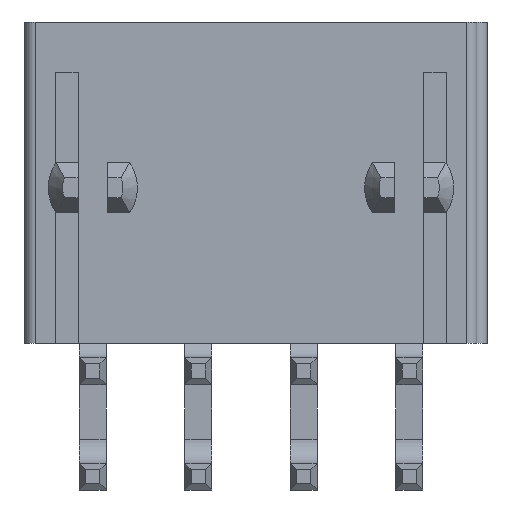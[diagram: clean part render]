
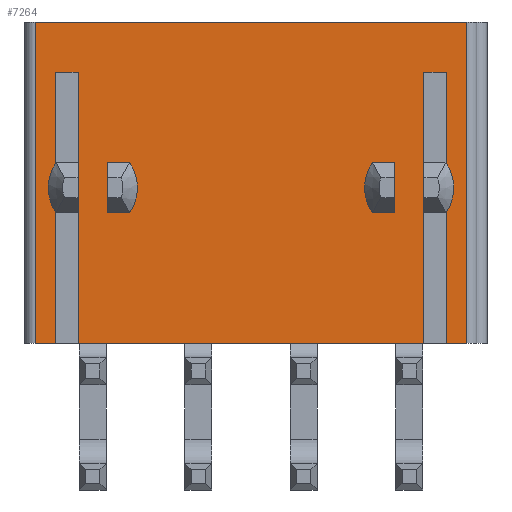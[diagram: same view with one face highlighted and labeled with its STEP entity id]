
A CAD part, front view. The second image highlights one B-rep face of the part: STEP entity #7264.
In plain terms, the highlighted planar face has unit normal (0, -1, 0).
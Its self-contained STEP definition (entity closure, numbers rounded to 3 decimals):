
#209=DIRECTION('',(1.,0.,0.));
#210=VECTOR('',#209,17.2);
#211=CARTESIAN_POINT('',(-8.6,-4.8,0.));
#212=LINE('',#211,#210);
#578=DIRECTION('',(1.,0.,0.));
#579=VECTOR('',#578,0.825);
#580=CARTESIAN_POINT('',(-8.6,-4.8,-12.8));
#581=LINE('',#580,#579);
#586=DIRECTION('',(1.,0.,0.));
#587=VECTOR('',#586,13.77);
#588=CARTESIAN_POINT('',(-6.885,-4.8,-12.8));
#589=LINE('',#588,#587);
#594=DIRECTION('',(1.,0.,0.));
#595=VECTOR('',#594,0.825);
#596=CARTESIAN_POINT('',(7.775,-4.8,-12.8));
#597=LINE('',#596,#595);
#2274=DIRECTION('',(0.,0.,-1.));
#2275=VECTOR('',#2274,12.8);
#2276=CARTESIAN_POINT('',(8.6,-4.8,0.));
#2277=LINE('',#2276,#2275);
#2278=DIRECTION('',(1.,0.,0.));
#2279=VECTOR('',#2278,0.499);
#2280=CARTESIAN_POINT('',(5.216,-4.8,-7.6));
#2281=LINE('',#2280,#2279);
#2282=DIRECTION('',(0.,0.,1.));
#2283=VECTOR('',#2282,2.);
#2284=CARTESIAN_POINT('',(5.715,-4.8,-7.6));
#2285=LINE('',#2284,#2283);
#2286=DIRECTION('',(-1.,0.,0.));
#2287=VECTOR('',#2286,0.499);
#2288=CARTESIAN_POINT('',(5.715,-4.8,-5.6));
#2289=LINE('',#2288,#2287);
#2290=DIRECTION('',(1.,0.,0.));
#2291=VECTOR('',#2290,0.499);
#2292=CARTESIAN_POINT('',(-5.715,-4.8,-5.6));
#2293=LINE('',#2292,#2291);
#2294=DIRECTION('',(0.,0.,1.));
#2295=VECTOR('',#2294,2.);
#2296=CARTESIAN_POINT('',(-5.715,-4.8,-7.6));
#2297=LINE('',#2296,#2295);
#2298=DIRECTION('',(-1.,0.,0.));
#2299=VECTOR('',#2298,0.499);
#2300=CARTESIAN_POINT('',(-5.216,-4.8,-7.6));
#2301=LINE('',#2300,#2299);
#2302=DIRECTION('',(-1.,0.,0.));
#2303=VECTOR('',#2302,0.89);
#2304=CARTESIAN_POINT('',(-6.885,-4.8,-2.));
#2305=LINE('',#2304,#2303);
#2306=DIRECTION('',(0.,0.,1.));
#2307=VECTOR('',#2306,10.8);
#2308=CARTESIAN_POINT('',(-7.775,-4.8,-12.8));
#2309=LINE('',#2308,#2307);
#2310=DIRECTION('',(0.,0.,-1.));
#2311=VECTOR('',#2310,12.8);
#2312=CARTESIAN_POINT('',(-8.6,-4.8,0.));
#2313=LINE('',#2312,#2311);
#2314=DIRECTION('',(0.,0.,1.));
#2315=VECTOR('',#2314,10.8);
#2316=CARTESIAN_POINT('',(7.775,-4.8,-12.8));
#2317=LINE('',#2316,#2315);
#2318=DIRECTION('',(-1.,0.,0.));
#2319=VECTOR('',#2318,0.89);
#2320=CARTESIAN_POINT('',(7.775,-4.8,-2.));
#2321=LINE('',#2320,#2319);
#2322=CARTESIAN_POINT('',(6.3,-4.8,-6.6));
#2323=DIRECTION('',(0.,1.,0.));
#2324=DIRECTION('',(-0.735,0.,-0.678));
#2325=AXIS2_PLACEMENT_3D('',#2322,#2323,#2324);
#2423=DIRECTION('',(0.,0.,1.));
#2424=VECTOR('',#2423,10.8);
#2425=CARTESIAN_POINT('',(6.885,-4.8,-12.8));
#2426=LINE('',#2425,#2424);
#2487=DIRECTION('',(0.,0.,-1.));
#2488=VECTOR('',#2487,10.8);
#2489=CARTESIAN_POINT('',(-6.885,-4.8,-2.));
#2490=LINE('',#2489,#2488);
#2528=CARTESIAN_POINT('',(-6.3,-4.8,-6.6));
#2529=DIRECTION('',(0.,1.,0.));
#2530=DIRECTION('',(0.735,0.,0.678));
#2531=AXIS2_PLACEMENT_3D('',#2528,#2529,#2530);
#2887=CARTESIAN_POINT('',(-8.6,-4.8,0.));
#2888=VERTEX_POINT('',#2887);
#2889=CARTESIAN_POINT('',(8.6,-4.8,0.));
#2890=VERTEX_POINT('',#2889);
#2903=CARTESIAN_POINT('',(-8.6,-4.8,-12.8));
#2904=VERTEX_POINT('',#2903);
#2905=CARTESIAN_POINT('',(8.6,-4.8,-12.8));
#2907=VERTEX_POINT('',#2905);
#3513=CARTESIAN_POINT('',(-6.885,-4.8,-2.));
#3514=CARTESIAN_POINT('',(-7.775,-4.8,-2.));
#3515=VERTEX_POINT('',#3513);
#3516=VERTEX_POINT('',#3514);
#3517=CARTESIAN_POINT('',(-7.775,-4.8,-12.8));
#3518=VERTEX_POINT('',#3517);
#3519=CARTESIAN_POINT('',(-6.885,-4.8,-12.8));
#3520=CARTESIAN_POINT('',(6.885,-4.8,-12.8));
#3521=VERTEX_POINT('',#3519);
#3522=VERTEX_POINT('',#3520);
#3523=CARTESIAN_POINT('',(7.775,-4.8,-12.8));
#3524=VERTEX_POINT('',#3523);
#3533=CARTESIAN_POINT('',(-5.715,-4.8,-7.6));
#3534=CARTESIAN_POINT('',(-5.715,-4.8,-5.6));
#3535=VERTEX_POINT('',#3533);
#3536=VERTEX_POINT('',#3534);
#3537=CARTESIAN_POINT('',(-5.216,-4.8,-7.6));
#3539=VERTEX_POINT('',#3537);
#3555=CARTESIAN_POINT('',(-5.216,-4.8,-5.6));
#3556=VERTEX_POINT('',#3555);
#3681=CARTESIAN_POINT('',(5.715,-4.8,-7.6));
#3682=CARTESIAN_POINT('',(5.715,-4.8,-5.6));
#3683=VERTEX_POINT('',#3681);
#3684=VERTEX_POINT('',#3682);
#3685=CARTESIAN_POINT('',(5.216,-4.8,-7.6));
#3686=VERTEX_POINT('',#3685);
#3687=CARTESIAN_POINT('',(5.216,-4.8,-5.6));
#3688=VERTEX_POINT('',#3687);
#3739=CARTESIAN_POINT('',(7.775,-4.8,-2.));
#3740=VERTEX_POINT('',#3739);
#3741=CARTESIAN_POINT('',(6.885,-4.8,-2.));
#3742=VERTEX_POINT('',#3741);
#7218=CARTESIAN_POINT('',(-8.6,-4.8,0.));
#7219=DIRECTION('',(0.,-1.,0.));
#7220=DIRECTION('',(1.,0.,0.));
#7221=AXIS2_PLACEMENT_3D('',#7218,#7219,#7220);
#7222=PLANE('',#7221);
#7224=ORIENTED_EDGE('',*,*,#7223,.F.);
#7226=ORIENTED_EDGE('',*,*,#7225,.T.);
#7228=ORIENTED_EDGE('',*,*,#7227,.F.);
#7229=ORIENTED_EDGE('',*,*,#4158,.F.);
#7231=ORIENTED_EDGE('',*,*,#7230,.F.);
#7232=ORIENTED_EDGE('',*,*,#3778,.T.);
#7233=ORIENTED_EDGE('',*,*,#7213,.T.);
#7234=ORIENTED_EDGE('',*,*,#4174,.F.);
#7236=ORIENTED_EDGE('',*,*,#7235,.T.);
#7238=ORIENTED_EDGE('',*,*,#7237,.T.);
#7240=ORIENTED_EDGE('',*,*,#7239,.F.);
#7241=ORIENTED_EDGE('',*,*,#4166,.F.);
#7242=EDGE_LOOP('',(#7224,#7226,#7228,#7229,#7231,#7232,#7233,#7234,#7236,#7238,
#7240,#7241));
#7243=FACE_OUTER_BOUND('',#7242,.F.);
#7245=ORIENTED_EDGE('',*,*,#7244,.F.);
#7247=ORIENTED_EDGE('',*,*,#7246,.F.);
#7249=ORIENTED_EDGE('',*,*,#7248,.F.);
#7251=ORIENTED_EDGE('',*,*,#7250,.F.);
#7252=EDGE_LOOP('',(#7245,#7247,#7249,#7251));
#7253=FACE_BOUND('',#7252,.F.);
#7255=ORIENTED_EDGE('',*,*,#7254,.F.);
#7257=ORIENTED_EDGE('',*,*,#7256,.T.);
#7259=ORIENTED_EDGE('',*,*,#7258,.T.);
#7261=ORIENTED_EDGE('',*,*,#7260,.T.);
#7262=EDGE_LOOP('',(#7255,#7257,#7259,#7261));
#7263=FACE_BOUND('',#7262,.F.);
#7264=ADVANCED_FACE('',(#7243,#7253,#7263),#7222,.T.);
#2326=CIRCLE('',#2325,1.475);
#2532=CIRCLE('',#2531,1.475);
#3778=EDGE_CURVE('',#2888,#2890,#212,.T.);
#4158=EDGE_CURVE('',#2904,#3518,#581,.T.);
#4166=EDGE_CURVE('',#3521,#3522,#589,.T.);
#4174=EDGE_CURVE('',#3524,#2907,#597,.T.);
#7213=EDGE_CURVE('',#2890,#2907,#2277,.T.);
#7223=EDGE_CURVE('',#3515,#3521,#2490,.T.);
#7225=EDGE_CURVE('',#3515,#3516,#2305,.T.);
#7227=EDGE_CURVE('',#3518,#3516,#2309,.T.);
#7230=EDGE_CURVE('',#2888,#2904,#2313,.T.);
#7235=EDGE_CURVE('',#3524,#3740,#2317,.T.);
#7237=EDGE_CURVE('',#3740,#3742,#2321,.T.);
#7239=EDGE_CURVE('',#3522,#3742,#2426,.T.);
#7244=EDGE_CURVE('',#3556,#3539,#2532,.T.);
#7246=EDGE_CURVE('',#3536,#3556,#2293,.T.);
#7248=EDGE_CURVE('',#3535,#3536,#2297,.T.);
#7250=EDGE_CURVE('',#3539,#3535,#2301,.T.);
#7254=EDGE_CURVE('',#3686,#3688,#2326,.T.);
#7256=EDGE_CURVE('',#3686,#3683,#2281,.T.);
#7258=EDGE_CURVE('',#3683,#3684,#2285,.T.);
#7260=EDGE_CURVE('',#3684,#3688,#2289,.T.);
